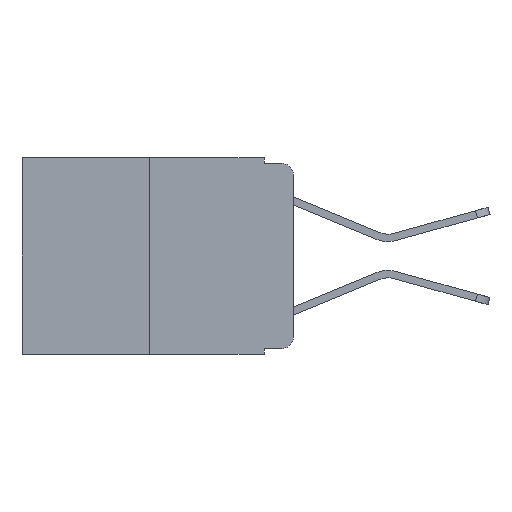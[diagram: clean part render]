
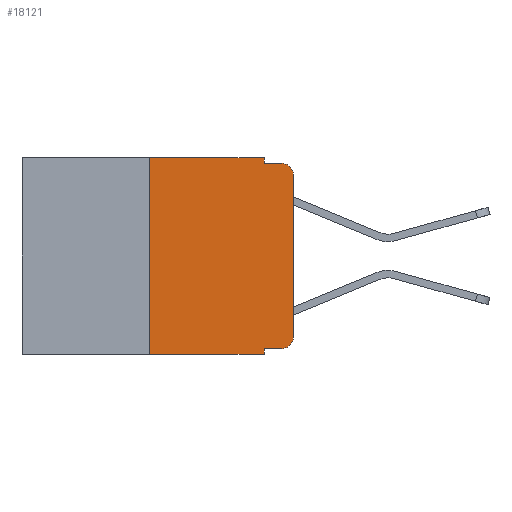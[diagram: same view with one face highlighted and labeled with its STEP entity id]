
A CAD part, left-side view. The second image highlights one B-rep face of the part: STEP entity #18121.
In plain terms, the highlighted planar face has unit normal (-1, 0, 0).
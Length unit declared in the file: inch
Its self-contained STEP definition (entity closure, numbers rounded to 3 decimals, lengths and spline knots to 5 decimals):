
#208 = CARTESIAN_POINT ( 'NONE',  ( 0., 0.051, -0.343 ) ) ;
#2027 = PLANE ( 'NONE',  #6285 ) ;
#2240 = VECTOR ( 'NONE', #24921, 39.37008 ) ;
#2657 = DIRECTION ( 'NONE',  ( -1., 0., 0. ) ) ;
#2964 = ORIENTED_EDGE ( 'NONE', *, *, #18672, .T. ) ;
#2990 = CARTESIAN_POINT ( 'NONE',  ( 0., 0., -0.03 ) ) ;
#3283 = VERTEX_POINT ( 'NONE', #8619 ) ;
#3634 = VERTEX_POINT ( 'NONE', #11621 ) ;
#4072 = EDGE_CURVE ( 'NONE', #5661, #3634, #16414, .T. ) ;
#4221 = DIRECTION ( 'NONE',  ( 0., 0., -1. ) ) ;
#4434 = CARTESIAN_POINT ( 'NONE',  ( 0., 0.051, 0. ) ) ;
#5661 = VERTEX_POINT ( 'NONE', #7508 ) ;
#5695 = VERTEX_POINT ( 'NONE', #25994 ) ;
#5847 = VECTOR ( 'NONE', #15281, 39.37008 ) ;
#6054 = ORIENTED_EDGE ( 'NONE', *, *, #26619, .F. ) ;
#6285 = AXIS2_PLACEMENT_3D ( 'NONE', #24567, #16517, #4221 ) ;
#6642 = VECTOR ( 'NONE', #12762, 39.37008 ) ;
#6732 = VERTEX_POINT ( 'NONE', #208 ) ;
#7422 = DIRECTION ( 'NONE',  ( -1., 0., 0. ) ) ;
#7508 = CARTESIAN_POINT ( 'NONE',  ( 0., 0.051, -0.333 ) ) ;
#7771 = CARTESIAN_POINT ( 'NONE',  ( 0., 0.25, -0.343 ) ) ;
#8098 = LINE ( 'NONE', #25911, #22940 ) ;
#8619 = CARTESIAN_POINT ( 'NONE',  ( 0., 0.02, -0.01 ) ) ;
#8788 = LINE ( 'NONE', #24301, #18900 ) ;
#8840 = VECTOR ( 'NONE', #11402, 39.37008 ) ;
#8964 = ORIENTED_EDGE ( 'NONE', *, *, #17814, .T. ) ;
#9594 = VERTEX_POINT ( 'NONE', #7771 ) ;
#9718 = EDGE_CURVE ( 'NONE', #5661, #6732, #8788, .T. ) ;
#10624 = CARTESIAN_POINT ( 'NONE',  ( 0., 0.051, -0.333 ) ) ;
#11402 = DIRECTION ( 'NONE',  ( 0., -1., 0. ) ) ;
#11440 = CARTESIAN_POINT ( 'NONE',  ( 0., 0., 0. ) ) ;
#11621 = CARTESIAN_POINT ( 'NONE',  ( 0., 0.02, -0.333 ) ) ;
#11949 = LINE ( 'NONE', #13190, #5847 ) ;
#12206 = DIRECTION ( 'NONE',  ( 0., 0., -1. ) ) ;
#12429 = EDGE_CURVE ( 'NONE', #22264, #22752, #17417, .T. ) ;
#12762 = DIRECTION ( 'NONE',  ( 0., 0., -1. ) ) ;
#12844 = CARTESIAN_POINT ( 'NONE',  ( 0., 0.473, 0. ) ) ;
#13190 = CARTESIAN_POINT ( 'NONE',  ( 0., 0.25, 0. ) ) ;
#13767 = EDGE_CURVE ( 'NONE', #20468, #3283, #23725, .T. ) ;
#13803 = DIRECTION ( 'NONE',  ( 0., -1., 0. ) ) ;
#14236 = CIRCLE ( 'NONE', #18377, 0.02 ) ;
#14319 = ORIENTED_EDGE ( 'NONE', *, *, #13767, .T. ) ;
#14941 = EDGE_LOOP ( 'NONE', ( #8964, #14319, #20354, #26342, #6054, #16839, #17487, #22850, #18769, #2964 ) ) ;
#15085 = CARTESIAN_POINT ( 'NONE',  ( 0., 0.02, -0.03 ) ) ;
#15097 = EDGE_CURVE ( 'NONE', #9594, #5695, #11949, .T. ) ;
#15281 = DIRECTION ( 'NONE',  ( 0., 0., 1. ) ) ;
#16414 = LINE ( 'NONE', #10624, #25929 ) ;
#16451 = EDGE_CURVE ( 'NONE', #22752, #3283, #8098, .T. ) ;
#16517 = DIRECTION ( 'NONE',  ( 1., 0., 0. ) ) ;
#16533 = CARTESIAN_POINT ( 'NONE',  ( 0., 0.051, 0. ) ) ;
#16839 = ORIENTED_EDGE ( 'NONE', *, *, #15097, .F. ) ;
#17114 = DIRECTION ( 'NONE',  ( 0., 0., -1. ) ) ;
#17379 = CARTESIAN_POINT ( 'NONE',  ( 0., 0.473, -0.343 ) ) ;
#17417 = LINE ( 'NONE', #4434, #6642 ) ;
#17487 = ORIENTED_EDGE ( 'NONE', *, *, #18441, .T. ) ;
#17814 = EDGE_CURVE ( 'NONE', #22995, #20468, #18670, .T. ) ;
#18121 = ADVANCED_FACE ( 'NONE', ( #21178 ), #2027, .F. ) ;
#18377 = AXIS2_PLACEMENT_3D ( 'NONE', #19562, #7422, #21567 ) ;
#18441 = EDGE_CURVE ( 'NONE', #9594, #6732, #24953, .T. ) ;
#18670 = LINE ( 'NONE', #11440, #19317 ) ;
#18672 = EDGE_CURVE ( 'NONE', #3634, #22995, #14236, .T. ) ;
#18769 = ORIENTED_EDGE ( 'NONE', *, *, #4072, .T. ) ;
#18900 = VECTOR ( 'NONE', #12206, 39.37008 ) ;
#19317 = VECTOR ( 'NONE', #23527, 39.37008 ) ;
#19370 = LINE ( 'NONE', #12844, #2240 ) ;
#19562 = CARTESIAN_POINT ( 'NONE',  ( 0., 0.02, -0.313 ) ) ;
#20354 = ORIENTED_EDGE ( 'NONE', *, *, #16451, .F. ) ;
#20437 = CARTESIAN_POINT ( 'NONE',  ( 0., 0.051, -0.01 ) ) ;
#20468 = VERTEX_POINT ( 'NONE', #2990 ) ;
#21178 = FACE_OUTER_BOUND ( 'NONE', #14941, .T. ) ;
#21567 = DIRECTION ( 'NONE',  ( 0., 0., -1. ) ) ;
#22264 = VERTEX_POINT ( 'NONE', #16533 ) ;
#22752 = VERTEX_POINT ( 'NONE', #20437 ) ;
#22850 = ORIENTED_EDGE ( 'NONE', *, *, #9718, .F. ) ;
#22940 = VECTOR ( 'NONE', #13803, 39.37008 ) ;
#22995 = VERTEX_POINT ( 'NONE', #25262 ) ;
#23527 = DIRECTION ( 'NONE',  ( 0., 0., 1. ) ) ;
#23725 = CIRCLE ( 'NONE', #25215, 0.02 ) ;
#24301 = CARTESIAN_POINT ( 'NONE',  ( 0., 0.051, 0. ) ) ;
#24567 = CARTESIAN_POINT ( 'NONE',  ( 0., 0.473, 0. ) ) ;
#24754 = DIRECTION ( 'NONE',  ( 0., -1., 0. ) ) ;
#24921 = DIRECTION ( 'NONE',  ( 0., -1., 0. ) ) ;
#24953 = LINE ( 'NONE', #17379, #8840 ) ;
#25215 = AXIS2_PLACEMENT_3D ( 'NONE', #15085, #2657, #17114 ) ;
#25262 = CARTESIAN_POINT ( 'NONE',  ( 0., 0., -0.313 ) ) ;
#25911 = CARTESIAN_POINT ( 'NONE',  ( 0., 0.051, -0.01 ) ) ;
#25929 = VECTOR ( 'NONE', #24754, 39.37008 ) ;
#25994 = CARTESIAN_POINT ( 'NONE',  ( 0., 0.25, 0. ) ) ;
#26342 = ORIENTED_EDGE ( 'NONE', *, *, #12429, .F. ) ;
#26619 = EDGE_CURVE ( 'NONE', #5695, #22264, #19370, .T. ) ;
